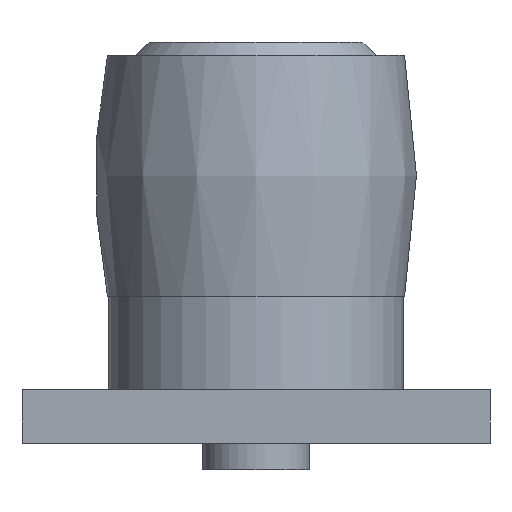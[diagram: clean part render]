
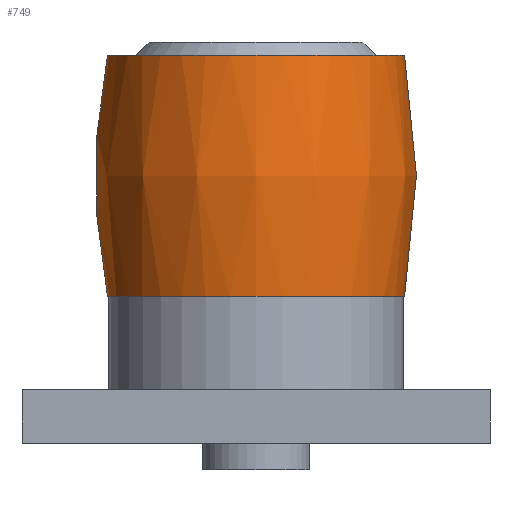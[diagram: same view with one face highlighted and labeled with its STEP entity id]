
A CAD part, left-side view. The second image highlights one B-rep face of the part: STEP entity #749.
In plain terms, the highlighted free-form (B-spline) face has degree [2, 2] with [3, 9] control points.
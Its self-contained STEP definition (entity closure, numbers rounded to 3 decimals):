
#685=CARTESIAN_POINT('',(0.,11.111,9.));
#686=VERTEX_POINT('',#685);
#687=CARTESIAN_POINT('',(0.,0.0,9.));
#688=DIRECTION('',(0.0,0.0,1.0));
#689=DIRECTION('',(0.0,1.0,0.0));
#690=AXIS2_PLACEMENT_3D('',#687,#688,#689);
#691=CIRCLE('',#690,11.111);
#692=EDGE_CURVE('',#686,#686,#691,.T.);
#700=CARTESIAN_POINT('',(-11.111,0.,9.));
#701=CARTESIAN_POINT('',(-12.907,0.,18.0));
#702=CARTESIAN_POINT('',(-11.111,0.,27.0));
#703=CARTESIAN_POINT('',(-11.111,11.111,9.));
#704=CARTESIAN_POINT('',(-12.907,12.907,18.0));
#705=CARTESIAN_POINT('',(-11.111,11.111,27.0));
#706=CARTESIAN_POINT('',(0.,11.111,9.));
#707=CARTESIAN_POINT('',(0.,12.907,18.0));
#708=CARTESIAN_POINT('',(0.,11.111,27.0));
#709=CARTESIAN_POINT('',(11.111,11.111,9.));
#710=CARTESIAN_POINT('',(12.907,12.907,18.0));
#711=CARTESIAN_POINT('',(11.111,11.111,27.0));
#712=CARTESIAN_POINT('',(11.111,0.,9.));
#713=CARTESIAN_POINT('',(12.907,0.,18.0));
#714=CARTESIAN_POINT('',(11.111,0.,27.0));
#715=CARTESIAN_POINT('',(11.111,-11.111,9.));
#716=CARTESIAN_POINT('',(12.907,-12.907,18.0));
#717=CARTESIAN_POINT('',(11.111,-11.111,27.0));
#718=CARTESIAN_POINT('',(0.,-11.111,9.));
#719=CARTESIAN_POINT('',(0.,-12.907,18.0));
#720=CARTESIAN_POINT('',(0.,-11.111,27.0));
#721=CARTESIAN_POINT('',(-11.111,-11.111,9.));
#722=CARTESIAN_POINT('',(-12.907,-12.907,18.0));
#723=CARTESIAN_POINT('',(-11.111,-11.111,27.0));
#724=CARTESIAN_POINT('',(-11.111,0.,9.));
#725=CARTESIAN_POINT('',(-12.907,0.,18.0));
#726=CARTESIAN_POINT('',(-11.111,0.,27.0));
#734=(BOUNDED_SURFACE()B_SPLINE_SURFACE(2,2,((#700,#703,#706,#709,#712,#715,#718,#721,#724),(#701,#704,#707,#710,#713,#716,#719,#722,#725),(#702,#705,#708,#711,#714,#717,#720,#723,#726)),.UNSPECIFIED.,.F.,.T.,.U.)B_SPLINE_SURFACE_WITH_KNOTS((3,3),(3,2,2,2,3),(-0.197,0.197),(0.0,1.571,3.142,4.712,6.283),.UNSPECIFIED.)GEOMETRIC_REPRESENTATION_ITEM()RATIONAL_B_SPLINE_SURFACE(((1.0,0.707,1.0,0.707,1.0,0.707,1.0,0.707,1.0),(0.981,0.693,0.981,0.693,0.981,0.693,0.981,0.693,0.981),(1.0,0.707,1.0,0.707,1.0,0.707,1.0,0.707,1.0)))REPRESENTATION_ITEM('')SURFACE());
#735=CARTESIAN_POINT('',(0.,11.111,27.0));
#736=VERTEX_POINT('',#735);
#737=CARTESIAN_POINT('',(0.,0.0,27.0));
#738=DIRECTION('',(0.0,0.0,1.0));
#739=DIRECTION('',(0.0,1.0,0.0));
#740=AXIS2_PLACEMENT_3D('',#737,#738,#739);
#741=CIRCLE('',#740,11.111);
#742=EDGE_CURVE('',#736,#736,#741,.T.);
#743=ORIENTED_EDGE('',*,*,#742,.F.);
#744=EDGE_LOOP('',(#743));
#745=FACE_OUTER_BOUND('',#744,.T.);
#746=ORIENTED_EDGE('',*,*,#692,.T.);
#747=EDGE_LOOP('',(#746));
#748=FACE_BOUND('',#747,.T.);
#749=ADVANCED_FACE('',(#745,#748),#734,.T.);
